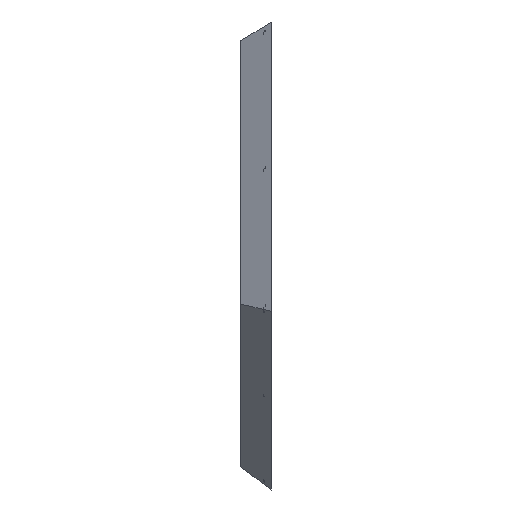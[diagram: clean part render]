
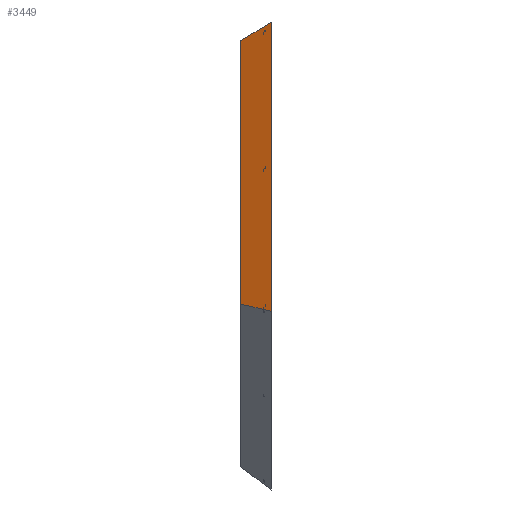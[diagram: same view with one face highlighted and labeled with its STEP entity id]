
A CAD part, left-side view. The second image highlights one B-rep face of the part: STEP entity #3449.
In plain terms, the highlighted planar face has unit normal (-0.809, 0.526, 0.263).
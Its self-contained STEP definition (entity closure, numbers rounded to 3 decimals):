
#473 = DIRECTION ( 'NONE',  ( -0.577, -0.795, -0.188 ) ) ;
#589 = DIRECTION ( 'NONE',  ( -0.357, -0.795, 0.491 ) ) ;
#908 = CARTESIAN_POINT ( 'NONE',  ( -80.902, 0., -26.287 ) ) ;
#1175 = VERTEX_POINT ( 'NONE', #10266 ) ;
#1393 = LINE ( 'NONE', #12231, #12259 ) ;
#2299 = EDGE_CURVE ( 'NONE', #12086, #8101, #4451, .T. ) ;
#2787 = CARTESIAN_POINT ( 'NONE',  ( -50., 0., 68.819 ) ) ;
#2869 = VECTOR ( 'NONE', #589, 1000. ) ;
#2885 = EDGE_LOOP ( 'NONE', ( #13988, #3254, #2936, #5554 ) ) ;
#2936 = ORIENTED_EDGE ( 'NONE', *, *, #2299, .F. ) ;
#3250 = CARTESIAN_POINT ( 'NONE',  ( -45.51, 10., 62.639 ) ) ;
#3254 = ORIENTED_EDGE ( 'NONE', *, *, #3493, .F. ) ;
#3449 = ADVANCED_FACE ( 'NONE', ( #6697 ), #7626, .T. ) ;
#3493 = EDGE_CURVE ( 'NONE', #8101, #1175, #5178, .T. ) ;
#4313 = DIRECTION ( 'NONE',  ( 0.309, 0., 0.951 ) ) ;
#4451 = LINE ( 'NONE', #10831, #7653 ) ;
#4971 = VERTEX_POINT ( 'NONE', #908 ) ;
#5178 = LINE ( 'NONE', #2787, #2869 ) ;
#5554 = ORIENTED_EDGE ( 'NONE', *, *, #11135, .T. ) ;
#5635 = DIRECTION ( 'NONE',  ( -0.545, -0.839, 0. ) ) ;
#6493 = CARTESIAN_POINT ( 'NONE',  ( -80.902, 0., -26.287 ) ) ;
#6697 = FACE_OUTER_BOUND ( 'NONE', #2885, .T. ) ;
#7560 = DIRECTION ( 'NONE',  ( 0.309, 0., 0.951 ) ) ;
#7626 = PLANE ( 'NONE',  #11227 ) ;
#7653 = VECTOR ( 'NONE', #4313, 1000. ) ;
#8101 = VERTEX_POINT ( 'NONE', #3250 ) ;
#8766 = CARTESIAN_POINT ( 'NONE',  ( -80.902, 0., -26.287 ) ) ;
#10266 = CARTESIAN_POINT ( 'NONE',  ( -50., 0., 68.819 ) ) ;
#10831 = CARTESIAN_POINT ( 'NONE',  ( -75.024, 10., -28.196 ) ) ;
#10892 = LINE ( 'NONE', #8766, #11435 ) ;
#10954 = DIRECTION ( 'NONE',  ( -0.809, 0.526, 0.263 ) ) ;
#11135 = EDGE_CURVE ( 'NONE', #12086, #4971, #1393, .T. ) ;
#11227 = AXIS2_PLACEMENT_3D ( 'NONE', #6493, #10954, #5635 ) ;
#11435 = VECTOR ( 'NONE', #7560, 1000. ) ;
#12086 = VERTEX_POINT ( 'NONE', #13589 ) ;
#12231 = CARTESIAN_POINT ( 'NONE',  ( -80.902, 0., -26.287 ) ) ;
#12259 = VECTOR ( 'NONE', #473, 1000. ) ;
#12926 = EDGE_CURVE ( 'NONE', #4971, #1175, #10892, .T. ) ;
#13589 = CARTESIAN_POINT ( 'NONE',  ( -73.636, 10., -23.926 ) ) ;
#13988 = ORIENTED_EDGE ( 'NONE', *, *, #12926, .T. ) ;
